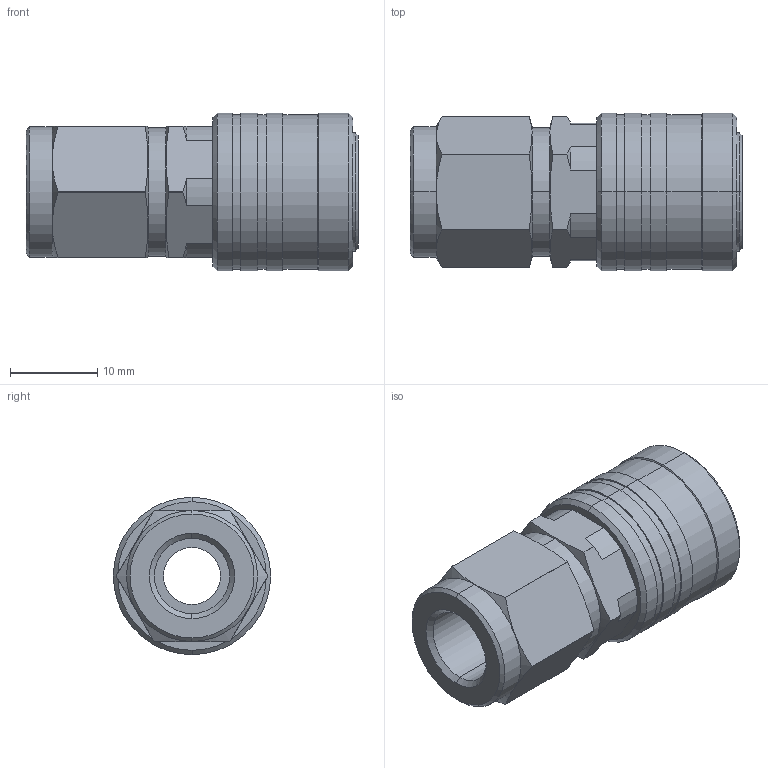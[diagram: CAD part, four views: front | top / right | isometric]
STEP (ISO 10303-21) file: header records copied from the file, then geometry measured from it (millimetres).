
FILE_DESCRIPTION (( 'STEP AP214' ), '1' );
FILE_NAME ('2310 VUV.STEP', '2015-09-03T11:58:33', ( 'admin' ), ( 'Microsoft' ), 'SwSTEP 2.0', 'SolidWorks 2009', '' );
FILE_SCHEMA (( 'AUTOMOTIVE_DESIGN' ));
Length unit declared in the file: millimetre
Products named in the file (1): 2310 VUV
Bounding box: 38 x 18.01 x 18.01 mm (x, y, z)
Volume: 6019.5 mm3; surface area: 3668.6 mm2
Topology: 1 solids, 1 shells, 124 faces, 286 edges, 178 vertices
Faces by surface type: cylinder 50, cone 36, plane 28, torus 10
Entity records: 3765 total; most frequent: CARTESIAN_POINT 757, DIRECTION 646, ORIENTED_EDGE 572, EDGE_CURVE 286, AXIS2_PLACEMENT_3D 271, VERTEX_POINT 178, CIRCLE 146, EDGE_LOOP 140
